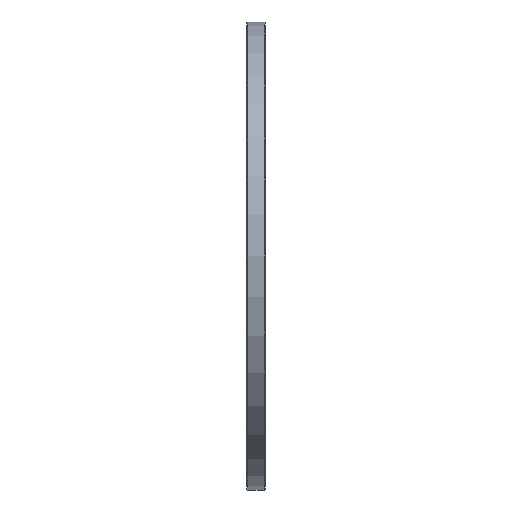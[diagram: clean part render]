
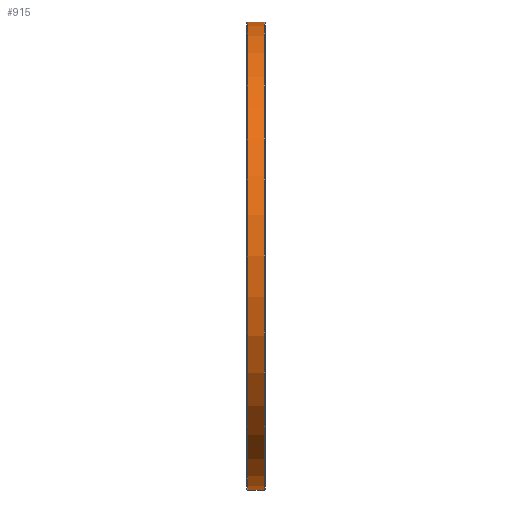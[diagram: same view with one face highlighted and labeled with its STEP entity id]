
A CAD part, front view. The second image highlights one B-rep face of the part: STEP entity #915.
In plain terms, the highlighted cylindrical face has radius 255 mm (diameter 510 mm), a partial arc.
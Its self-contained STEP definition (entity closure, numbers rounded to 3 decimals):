
#104 = AXIS2_PLACEMENT_3D ( 'NONE', #422, #844, #1720 ) ;
#263 = EDGE_CURVE ( 'NONE', #994, #1684, #1655, .T. ) ;
#277 = CARTESIAN_POINT ( 'NONE',  ( 134.876, -79.715, -255. ) ) ;
#387 = CARTESIAN_POINT ( 'NONE',  ( 131.126, -79.715, 255. ) ) ;
#393 = CARTESIAN_POINT ( 'NONE',  ( 153.376, -79.715, 255. ) ) ;
#422 = CARTESIAN_POINT ( 'NONE',  ( 131.126, -79.715, 0. ) ) ;
#521 = FACE_OUTER_BOUND ( 'NONE', #1262, .T. ) ;
#529 = CARTESIAN_POINT ( 'NONE',  ( 134.876, -79.715, 0. ) ) ;
#561 = CIRCLE ( 'NONE', #1296, 255. ) ;
#564 = VERTEX_POINT ( 'NONE', #277 ) ;
#580 = CARTESIAN_POINT ( 'NONE',  ( 153.376, -79.715, -255. ) ) ;
#650 = VECTOR ( 'NONE', #1682, 1000. ) ;
#671 = DIRECTION ( 'NONE',  ( 0., 0., -1. ) ) ;
#746 = LINE ( 'NONE', #790, #650 ) ;
#784 = ORIENTED_EDGE ( 'NONE', *, *, #1531, .F. ) ;
#790 = CARTESIAN_POINT ( 'NONE',  ( 131.126, -79.715, -255. ) ) ;
#844 = DIRECTION ( 'NONE',  ( -1., 0., 0. ) ) ;
#915 = ADVANCED_FACE ( 'NONE', ( #521 ), #1168, .T. ) ;
#933 = VECTOR ( 'NONE', #1693, 1000. ) ;
#994 = VERTEX_POINT ( 'NONE', #580 ) ;
#1014 = AXIS2_PLACEMENT_3D ( 'NONE', #1183, #1174, #1051 ) ;
#1037 = ORIENTED_EDGE ( 'NONE', *, *, #1669, .T. ) ;
#1051 = DIRECTION ( 'NONE',  ( 0., 0., 1. ) ) ;
#1107 = ORIENTED_EDGE ( 'NONE', *, *, #1680, .T. ) ;
#1168 = CYLINDRICAL_SURFACE ( 'NONE', #104, 255. ) ;
#1174 = DIRECTION ( 'NONE',  ( -1., 0., 0. ) ) ;
#1183 = CARTESIAN_POINT ( 'NONE',  ( 153.376, -79.715, 0. ) ) ;
#1262 = EDGE_LOOP ( 'NONE', ( #784, #1487, #1037, #1107 ) ) ;
#1296 = AXIS2_PLACEMENT_3D ( 'NONE', #529, #1464, #671 ) ;
#1298 = LINE ( 'NONE', #387, #933 ) ;
#1464 = DIRECTION ( 'NONE',  ( 1., 0., 0. ) ) ;
#1487 = ORIENTED_EDGE ( 'NONE', *, *, #263, .T. ) ;
#1531 = EDGE_CURVE ( 'NONE', #994, #564, #746, .T. ) ;
#1558 = CARTESIAN_POINT ( 'NONE',  ( 134.876, -79.715, 255. ) ) ;
#1634 = VERTEX_POINT ( 'NONE', #1558 ) ;
#1655 = CIRCLE ( 'NONE', #1014, 255. ) ;
#1669 = EDGE_CURVE ( 'NONE', #1684, #1634, #1298, .T. ) ;
#1680 = EDGE_CURVE ( 'NONE', #1634, #564, #561, .T. ) ;
#1682 = DIRECTION ( 'NONE',  ( -1., 0., 0. ) ) ;
#1684 = VERTEX_POINT ( 'NONE', #393 ) ;
#1693 = DIRECTION ( 'NONE',  ( -1., 0., 0. ) ) ;
#1720 = DIRECTION ( 'NONE',  ( 0., 0., 1. ) ) ;
